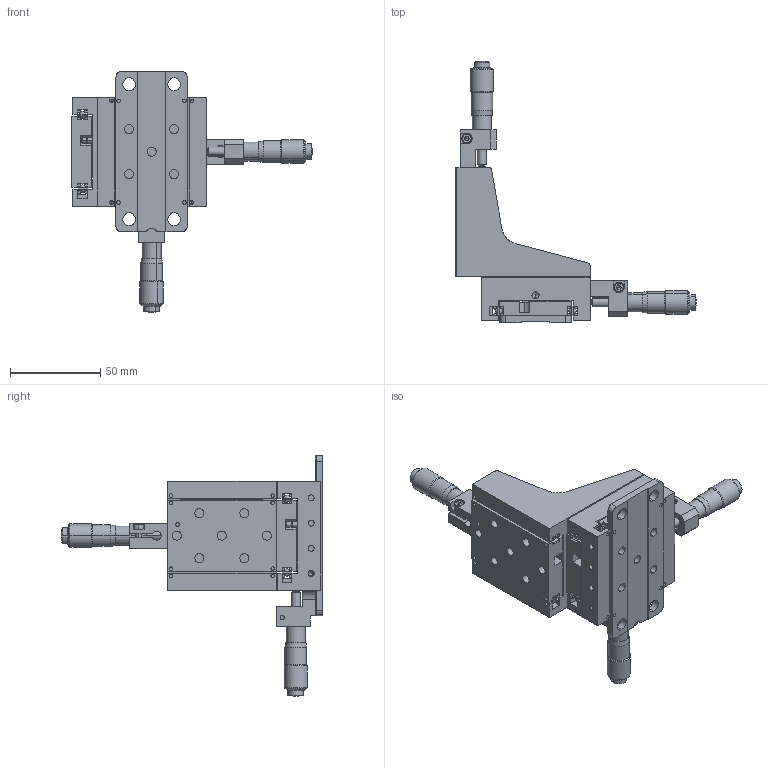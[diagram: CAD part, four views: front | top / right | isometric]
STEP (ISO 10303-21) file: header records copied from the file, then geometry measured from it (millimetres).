
FILE_DESCRIPTION (( 'STEP AP203' ), '1' );
FILE_NAME ('TSMW13-XYZ-1AL(AP203).STEP', '2021-05-06T06:34:22', ( '' ), ( '' ), 'SwSTEP 2.0', 'SolidWorks 2017', '' );
FILE_SCHEMA (( 'CONFIG_CONTROL_DESIGN' ));
Length unit declared in the file: millimetre
Products named in the file (1): TSMW13-XYZ-1AL(AP203)
Bounding box: 133.6 x 145.3 x 133.7 mm (x, y, z)
Volume: 216324.2 mm3; surface area: 102205.8 mm2
Topology: 96 solids, 96 shells, 1344 faces, 3475 edges, 2241 vertices
Faces by surface type: plane 636, cylinder 500, cone 130, sphere 64, torus 14
Entity records: 40544 total; most frequent: DIRECTION 7299, CARTESIAN_POINT 7023, ORIENTED_EDGE 6594, EDGE_CURVE 3297, AXIS2_PLACEMENT_3D 2683, VERTEX_POINT 2163, LINE 1933, VECTOR 1933
